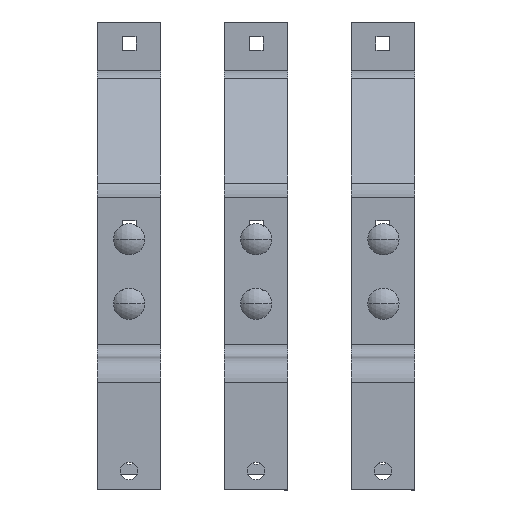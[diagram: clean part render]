
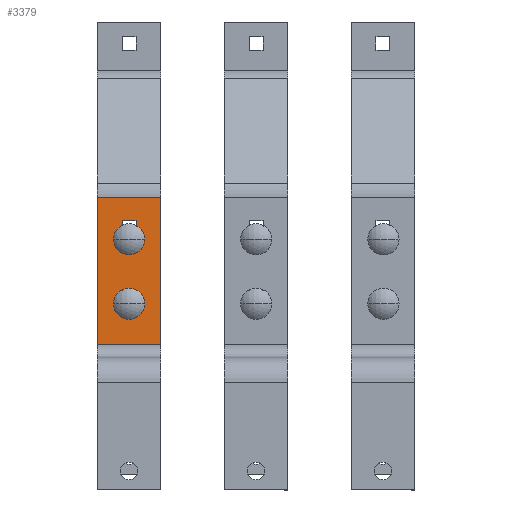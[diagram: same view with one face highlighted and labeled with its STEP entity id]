
A CAD part, top view. The second image highlights one B-rep face of the part: STEP entity #3379.
In plain terms, the highlighted planar face has unit normal (0, 0, 1).
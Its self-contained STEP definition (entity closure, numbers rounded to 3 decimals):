
#3379=ADVANCED_FACE('',(#6152,#6153,#6154),#6155,.T.);
#6152=FACE_OUTER_BOUND('',#8695,.T.);
#6153=FACE_BOUND('',#8696,.T.);
#6154=FACE_BOUND('',#8697,.T.);
#6155=PLANE('',#8698);
#8695=EDGE_LOOP('',(#15193,#15194,#15195,#15196));
#8696=EDGE_LOOP('',(#15197,#15198,#15199,#15200));
#8697=EDGE_LOOP('',(#15201,#15202,#15203,#15204));
#8698=AXIS2_PLACEMENT_3D('',#15205,#15206,#15207);
#15193=ORIENTED_EDGE('',*,*,#17873,.F.);
#15194=ORIENTED_EDGE('',*,*,#17924,.F.);
#15195=ORIENTED_EDGE('',*,*,#17882,.T.);
#15196=ORIENTED_EDGE('',*,*,#17922,.T.);
#15197=ORIENTED_EDGE('',*,*,#17925,.T.);
#15198=ORIENTED_EDGE('',*,*,#17926,.T.);
#15199=ORIENTED_EDGE('',*,*,#17927,.T.);
#15200=ORIENTED_EDGE('',*,*,#17928,.T.);
#15201=ORIENTED_EDGE('',*,*,#17929,.F.);
#15202=ORIENTED_EDGE('',*,*,#17930,.T.);
#15203=ORIENTED_EDGE('',*,*,#17931,.T.);
#15204=ORIENTED_EDGE('',*,*,#17932,.T.);
#15205=CARTESIAN_POINT('',(0.,234.313,117.5));
#15206=DIRECTION('',(0.,0.,1.0));
#15207=DIRECTION('',(0.,-1.0,0.));
#17873=EDGE_CURVE('',#21442,#21449,#21450,.T.);
#17882=EDGE_CURVE('',#21434,#21454,#21463,.T.);
#17922=EDGE_CURVE('',#21454,#21449,#21517,.T.);
#17924=EDGE_CURVE('',#21434,#21442,#21519,.T.);
#17925=EDGE_CURVE('',#21520,#21521,#21522,.T.);
#17926=EDGE_CURVE('',#21521,#21523,#21524,.T.);
#17927=EDGE_CURVE('',#21523,#21525,#21526,.T.);
#17928=EDGE_CURVE('',#21525,#21520,#21527,.T.);
#17929=EDGE_CURVE('',#21528,#21529,#21530,.T.);
#17930=EDGE_CURVE('',#21528,#21531,#21532,.T.);
#17931=EDGE_CURVE('',#21531,#21533,#21534,.T.);
#17932=EDGE_CURVE('',#21533,#21529,#21535,.T.);
#21434=VERTEX_POINT('',#27280);
#21442=VERTEX_POINT('',#27291);
#21449=VERTEX_POINT('',#27300);
#21450=LINE('',#27301,#27302);
#21454=VERTEX_POINT('',#27307);
#21463=LINE('',#27319,#27320);
#21517=LINE('',#27395,#27396);
#21519=LINE('',#27398,#27399);
#21520=VERTEX_POINT('',#27400);
#21521=VERTEX_POINT('',#27401);
#21522=LINE('',#27402,#27403);
#21523=VERTEX_POINT('',#27404);
#21524=LINE('',#27405,#27406);
#21525=VERTEX_POINT('',#27407);
#21526=LINE('',#27408,#27409);
#21527=LINE('',#27410,#27411);
#21528=VERTEX_POINT('',#27412);
#21529=VERTEX_POINT('',#27413);
#21530=LINE('',#27414,#27415);
#21531=VERTEX_POINT('',#27416);
#21532=LINE('',#27417,#27418);
#21533=VERTEX_POINT('',#27419);
#21534=LINE('',#27420,#27421);
#21535=LINE('',#27422,#27423);
#27280=CARTESIAN_POINT('',(0.,231.16,117.5));
#27291=CARTESIAN_POINT('',(50.,231.16,117.5));
#27300=CARTESIAN_POINT('',(50.,115.0,117.5));
#27301=CARTESIAN_POINT('',(50.,234.313,117.5));
#27302=VECTOR('',#30086,1000.0);
#27307=CARTESIAN_POINT('',(0.,115.0,117.5));
#27319=CARTESIAN_POINT('',(0.,234.313,117.5));
#27320=VECTOR('',#30097,1000.0);
#27395=CARTESIAN_POINT('',(0.,115.0,117.5));
#27396=VECTOR('',#30137,1000.0);
#27398=CARTESIAN_POINT('',(0.,231.16,117.5));
#27399=VECTOR('',#30138,1000.0);
#27400=CARTESIAN_POINT('',(30.5,142.0,117.5));
#27401=CARTESIAN_POINT('',(19.5,142.0,117.5));
#27402=CARTESIAN_POINT('',(19.5,142.0,117.5));
#27403=VECTOR('',#30139,1000.0);
#27404=CARTESIAN_POINT('',(19.5,158.0,117.5));
#27405=CARTESIAN_POINT('',(19.5,158.0,117.5));
#27406=VECTOR('',#30140,1000.0);
#27407=CARTESIAN_POINT('',(30.5,158.0,117.5));
#27408=CARTESIAN_POINT('',(19.5,158.0,117.5));
#27409=VECTOR('',#30141,1000.0);
#27410=CARTESIAN_POINT('',(30.5,158.0,117.5));
#27411=VECTOR('',#30142,1000.0);
#27412=CARTESIAN_POINT('',(19.5,191.0,117.5));
#27413=CARTESIAN_POINT('',(30.5,191.0,117.5));
#27414=CARTESIAN_POINT('',(30.5,191.0,117.5));
#27415=VECTOR('',#30143,1000.0);
#27416=CARTESIAN_POINT('',(19.5,213.0,117.5));
#27417=CARTESIAN_POINT('',(19.5,197.0,117.5));
#27418=VECTOR('',#30144,1000.0);
#27419=CARTESIAN_POINT('',(30.5,213.0,117.5));
#27420=CARTESIAN_POINT('',(30.5,213.0,117.5));
#27421=VECTOR('',#30145,1000.0);
#27422=CARTESIAN_POINT('',(30.5,197.0,117.5));
#27423=VECTOR('',#30146,1000.0);
#30086=DIRECTION('',(0.,-1.0,0.));
#30097=DIRECTION('',(0.,-1.0,0.));
#30137=DIRECTION('',(1.0,0.,0.));
#30138=DIRECTION('',(1.0,0.,0.));
#30139=DIRECTION('',(-1.0,0.,0.));
#30140=DIRECTION('',(0.,1.0,0.));
#30141=DIRECTION('',(1.0,0.,0.));
#30142=DIRECTION('',(0.,-1.0,0.));
#30143=DIRECTION('',(1.0,0.,0.));
#30144=DIRECTION('',(0.,1.0,0.));
#30145=DIRECTION('',(1.0,0.,0.));
#30146=DIRECTION('',(0.,-1.0,0.));
